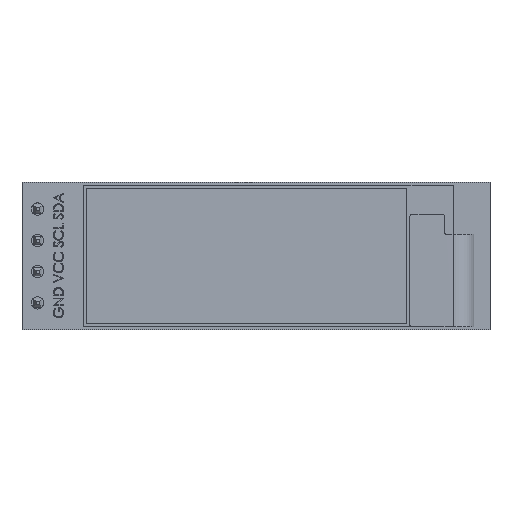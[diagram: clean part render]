
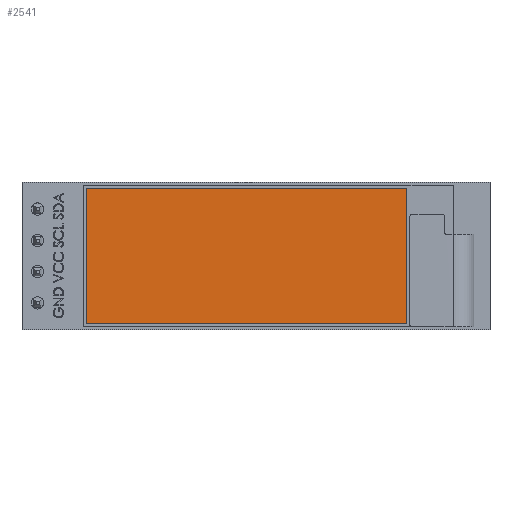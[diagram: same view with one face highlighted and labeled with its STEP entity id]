
A CAD part, top view. The second image highlights one B-rep face of the part: STEP entity #2541.
In plain terms, the highlighted planar face has unit normal (0, 0, 1).
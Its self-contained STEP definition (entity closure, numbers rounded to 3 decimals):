
#2541=ADVANCED_FACE('',(#6844),#6846,.T.);
#6844=FACE_BOUND('',#6845,.T.);
#6845=EDGE_LOOP('',(#8321,#8322,#8323,#8324));
#6846=PLANE('',#6847);
#6847=AXIS2_PLACEMENT_3D('',#6848,#6849,#6850);
#6848=CARTESIAN_POINT('',(0.,0.,2.9));
#6849=DIRECTION('',(-0.,0.,1.));
#6850=DIRECTION('',(1.,0.,0.));
#8321=ORIENTED_EDGE('',*,*,#9055,.T.);
#8322=ORIENTED_EDGE('',*,*,#9061,.T.);
#8323=ORIENTED_EDGE('',*,*,#9059,.T.);
#8324=ORIENTED_EDGE('',*,*,#9057,.T.);
#9055=EDGE_CURVE('',#10272,#10270,#10273,.T.);
#9057=EDGE_CURVE('',#10275,#10272,#10276,.T.);
#9059=EDGE_CURVE('',#10278,#10275,#10279,.T.);
#9061=EDGE_CURVE('',#10270,#10278,#10281,.T.);
#10270=VERTEX_POINT('',#16400);
#10272=VERTEX_POINT('',#16404);
#10273=LINE('',#16405,#16406);
#10275=VERTEX_POINT('',#16411);
#10276=LINE('',#16412,#16413);
#10278=VERTEX_POINT('',#16418);
#10279=LINE('',#16419,#16420);
#10281=LINE('',#16425,#16426);
#16400=CARTESIAN_POINT('',(12.25,5.5,2.9));
#16404=CARTESIAN_POINT('',(12.25,-5.5,2.9));
#16405=CARTESIAN_POINT('',(12.25,-5.5,2.9));
#16406=VECTOR('',#16407,1.);
#16407=DIRECTION('',(0.,1.,0.));
#16411=CARTESIAN_POINT('',(-13.75,-5.5,2.9));
#16412=CARTESIAN_POINT('',(-13.75,-5.5,2.9));
#16413=VECTOR('',#16414,1.);
#16414=DIRECTION('',(1.,0.,0.));
#16418=CARTESIAN_POINT('',(-13.75,5.5,2.9));
#16419=CARTESIAN_POINT('',(-13.75,5.5,2.9));
#16420=VECTOR('',#16421,1.);
#16421=DIRECTION('',(0.,-1.,0.));
#16425=CARTESIAN_POINT('',(12.25,5.5,2.9));
#16426=VECTOR('',#16427,1.);
#16427=DIRECTION('',(-1.,0.,0.));
